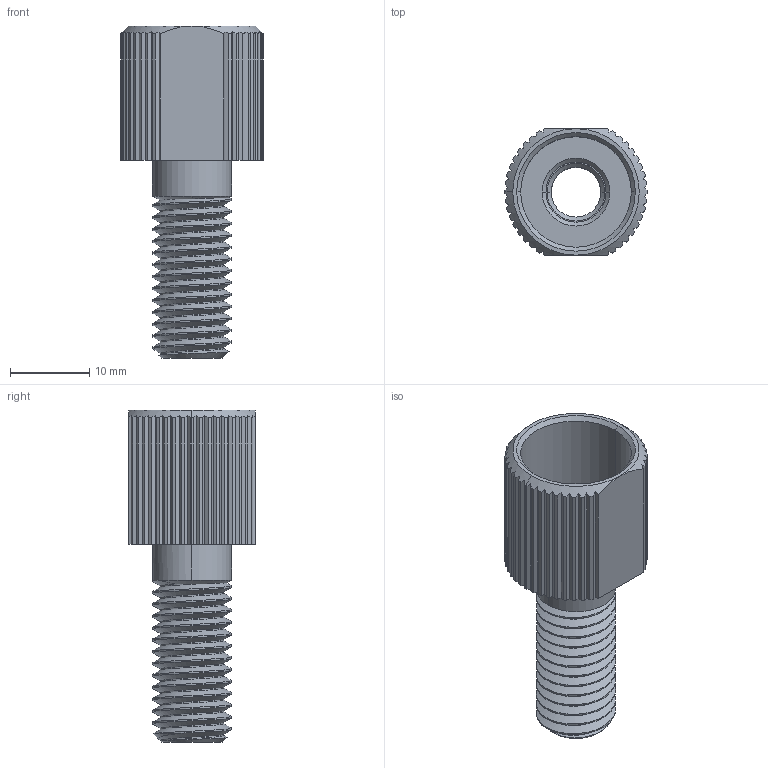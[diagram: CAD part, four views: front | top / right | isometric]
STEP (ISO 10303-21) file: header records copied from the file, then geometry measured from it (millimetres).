
FILE_DESCRIPTION (( 'STEP AP214' ), '1' );
FILE_NAME ('PENETRATOR-M-BOLT-8MM-10-25-R1.STEP', '2018-10-16T16:41:02', ( '' ), ( '' ), 'SwSTEP 2.0', 'SolidWorks 2016', '' );
FILE_SCHEMA (( 'AUTOMOTIVE_DESIGN' ));
Length unit declared in the file: millimetre
Products named in the file (1): PENETRATOR-M-BOLT-8MM-10-25-R1
Bounding box: 18 x 16 x 42 mm (x, y, z)
Volume: 2473.7 mm3; surface area: 3899.4 mm2
Topology: 1 solids, 1 shells, 199 faces, 565 edges, 373 vertices
Faces by surface type: cylinder 101, plane 81, cone 15, bspline 2
Entity records: 8109 total; most frequent: CARTESIAN_POINT 3286, ORIENTED_EDGE 1130, DIRECTION 882, EDGE_CURVE 565, VERTEX_POINT 373, AXIS2_PLACEMENT_3D 311, LINE 260, VECTOR 260
